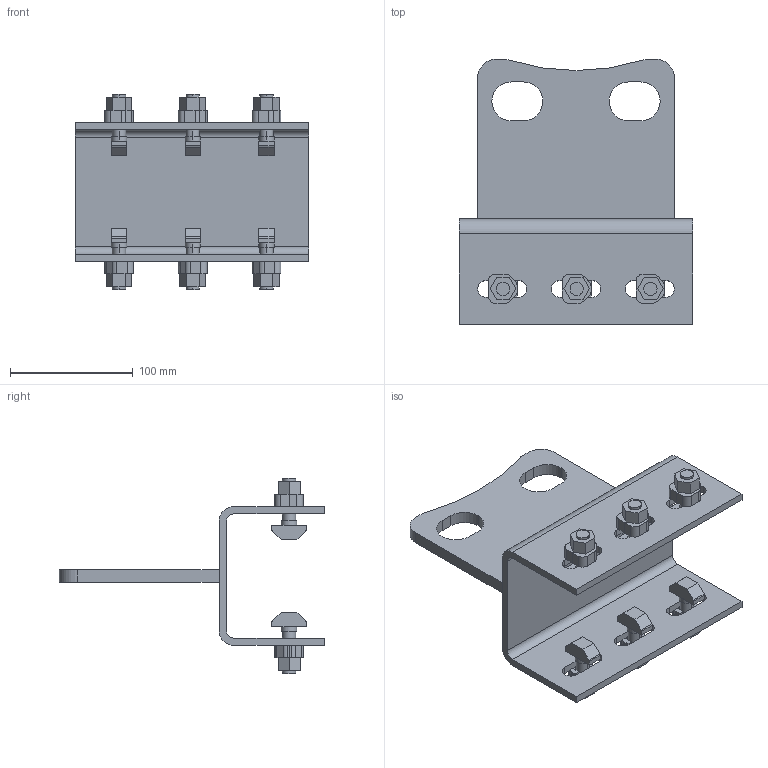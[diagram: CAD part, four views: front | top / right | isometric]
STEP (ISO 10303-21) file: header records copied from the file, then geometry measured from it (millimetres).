
FILE_DESCRIPTION (( 'STEP AP214' ), '1' );
FILE_NAME ('60380.STEP', '2025-05-27T14:53:53', ( '' ), ( '' ), 'SwSTEP 2.0', 'SolidWorks 2025', '' );
FILE_SCHEMA (( 'AUTOMOTIVE_DESIGN' ));
Length unit declared in the file: millimetre
Products named in the file (1): 60380
Bounding box: 190 x 215.99 x 158.79 mm (x, y, z)
Volume: 538459.4 mm3; surface area: 177838.4 mm2
Topology: 8 solids, 8 shells, 464 faces, 1176 edges, 758 vertices
Faces by surface type: plane 323, cylinder 141
Entity records: 14016 total; most frequent: CARTESIAN_POINT 2471, DIRECTION 2400, ORIENTED_EDGE 2352, EDGE_CURVE 1176, LINE 834, VECTOR 834, AXIS2_PLACEMENT_3D 783, VERTEX_POINT 758
